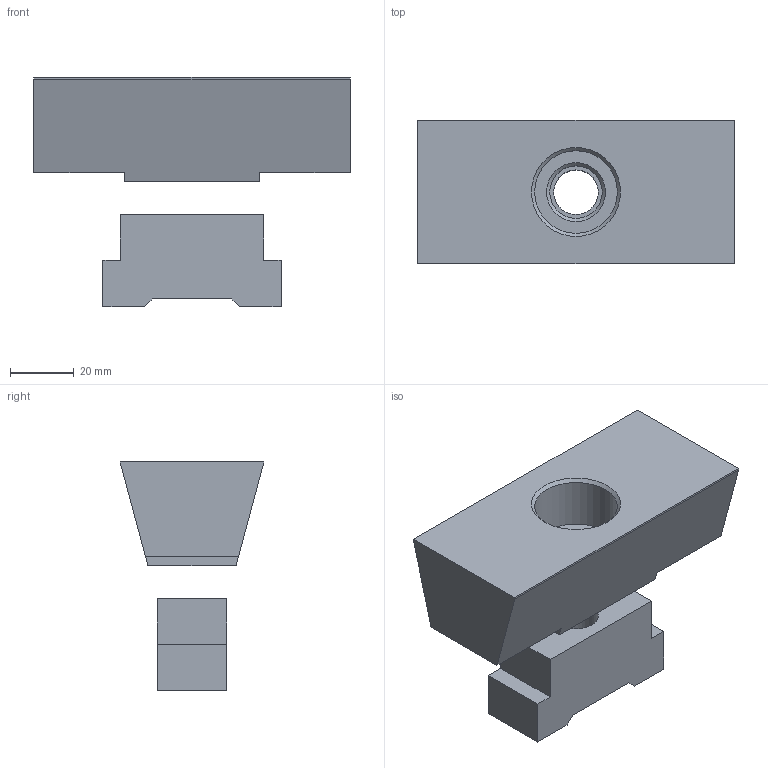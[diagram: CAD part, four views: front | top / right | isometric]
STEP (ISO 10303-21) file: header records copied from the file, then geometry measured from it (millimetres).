
FILE_DESCRIPTION( ( 'Unknown' ), '1' );
FILE_NAME( 'SVF-B02-100.stp', 'Unknown', ( 'Unknown' ), ( 'Unknown' ), 'PSStep 17.0.49', 'Unknown', ' ' );
FILE_SCHEMA( ( 'AUTOMOTIVE_DESIGN { 1 0 10303 214 1 1 1 1 }' ) );
Length unit declared in the file: millimetre
Products named in the file (3): Assem1; 1-SVF-ABT-100-2; 1-SVF-B02-100-1
Assembly tree (2 placements, depth 2):
  Assem1
    1-SVF-ABT-100-2
    1-SVF-B02-100-1
Bounding box: 99.5 x 45 x 72.2 mm (x, y, z)
Volume: 128974.9 mm3; surface area: 25302.6 mm2
Topology: 2 solids, 2 shells, 32 faces, 82 edges, 55 vertices
Faces by surface type: plane 27, cylinder 3, cone 2
Full cylindrical faces by diameter (mm): 14 x1, 16.5 x1, 26 x1
Entity records: 1228 total; most frequent: CARTESIAN_POINT 161, DIRECTION 152, ORIENTED_EDGE 148, EDGE_CURVE 74, LINE 66, VECTOR 66, VERTEX_POINT 52, AXIS2_PLACEMENT_3D 43
